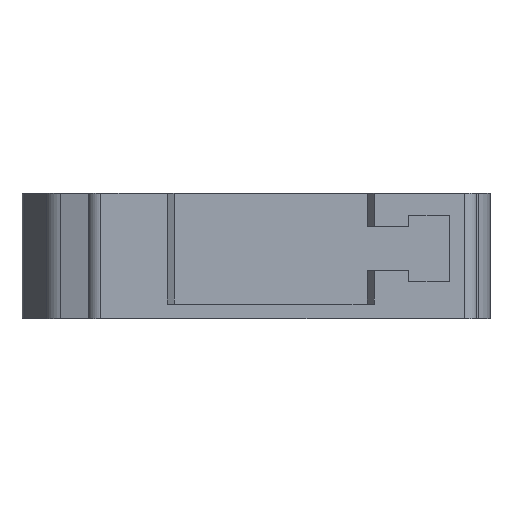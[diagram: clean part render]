
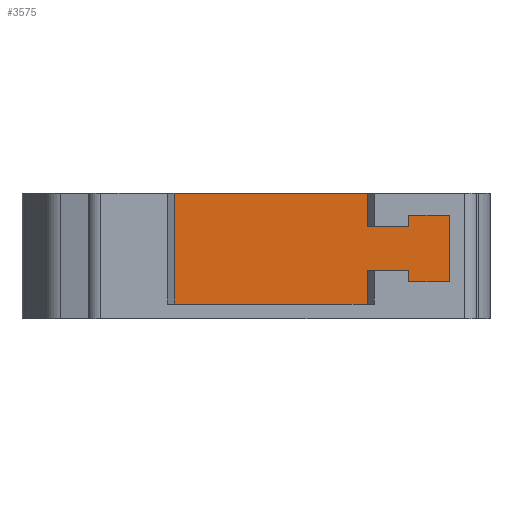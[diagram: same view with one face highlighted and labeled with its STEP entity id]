
A CAD part, left-side view. The second image highlights one B-rep face of the part: STEP entity #3575.
In plain terms, the highlighted planar face has unit normal (-1, 0, 0).
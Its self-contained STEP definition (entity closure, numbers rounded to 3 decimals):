
#43=DIRECTION('',(0.,-1.,0.));
#44=VECTOR('',#43,7.85);
#45=CARTESIAN_POINT('',(-19.1,3.925,0.));
#46=LINE('',#45,#44);
#1178=DIRECTION('',(0.,0.,1.));
#1179=VECTOR('',#1178,4.5);
#1180=CARTESIAN_POINT('',(-19.1,3.925,-4.5));
#1181=LINE('',#1180,#1179);
#1182=DIRECTION('',(0.,1.,0.));
#1183=VECTOR('',#1182,7.85);
#1184=CARTESIAN_POINT('',(-19.1,-3.925,-4.5));
#1185=LINE('',#1184,#1183);
#1202=DIRECTION('',(0.,0.,1.));
#1203=VECTOR('',#1202,1.35);
#1204=CARTESIAN_POINT('',(-19.1,-3.925,-4.5));
#1205=LINE('',#1204,#1203);
#1210=DIRECTION('',(0.,0.,1.));
#1211=VECTOR('',#1210,1.35);
#1212=CARTESIAN_POINT('',(-19.1,-3.925,-1.35));
#1213=LINE('',#1212,#1211);
#1218=DIRECTION('',(0.,-1.,0.));
#1219=VECTOR('',#1218,1.675);
#1220=CARTESIAN_POINT('',(-19.1,-3.925,-3.15));
#1221=LINE('',#1220,#1219);
#1230=DIRECTION('',(0.,0.,-1.));
#1231=VECTOR('',#1230,0.45);
#1232=CARTESIAN_POINT('',(-19.1,-5.6,-3.15));
#1233=LINE('',#1232,#1231);
#1242=DIRECTION('',(0.,-1.,0.));
#1243=VECTOR('',#1242,1.65);
#1244=CARTESIAN_POINT('',(-19.1,-5.6,-3.6));
#1245=LINE('',#1244,#1243);
#1254=DIRECTION('',(0.,0.,1.));
#1255=VECTOR('',#1254,2.7);
#1256=CARTESIAN_POINT('',(-19.1,-7.25,-3.6));
#1257=LINE('',#1256,#1255);
#1266=DIRECTION('',(0.,1.,0.));
#1267=VECTOR('',#1266,1.65);
#1268=CARTESIAN_POINT('',(-19.1,-7.25,-0.9));
#1269=LINE('',#1268,#1267);
#1278=DIRECTION('',(0.,0.,-1.));
#1279=VECTOR('',#1278,0.45);
#1280=CARTESIAN_POINT('',(-19.1,-5.6,-0.9));
#1281=LINE('',#1280,#1279);
#1290=DIRECTION('',(0.,1.,0.));
#1291=VECTOR('',#1290,1.675);
#1292=CARTESIAN_POINT('',(-19.1,-5.6,-1.35));
#1293=LINE('',#1292,#1291);
#1928=CARTESIAN_POINT('',(-19.1,-3.925,-4.5));
#1929=CARTESIAN_POINT('',(-19.1,3.925,-4.5));
#1930=VERTEX_POINT('',#1928);
#1931=VERTEX_POINT('',#1929);
#1932=CARTESIAN_POINT('',(-19.1,-7.25,-3.6));
#1933=CARTESIAN_POINT('',(-19.1,-7.25,-0.9));
#1934=VERTEX_POINT('',#1932);
#1935=VERTEX_POINT('',#1933);
#1936=CARTESIAN_POINT('',(-19.1,-5.6,-0.9));
#1937=VERTEX_POINT('',#1936);
#1938=CARTESIAN_POINT('',(-19.1,-5.6,-1.35));
#1939=VERTEX_POINT('',#1938);
#1940=CARTESIAN_POINT('',(-19.1,-3.925,-1.35));
#1941=VERTEX_POINT('',#1940);
#1942=CARTESIAN_POINT('',(-19.1,-3.925,-3.15));
#1943=CARTESIAN_POINT('',(-19.1,-5.6,-3.15));
#1944=VERTEX_POINT('',#1942);
#1945=VERTEX_POINT('',#1943);
#1946=CARTESIAN_POINT('',(-19.1,-5.6,-3.6));
#1947=VERTEX_POINT('',#1946);
#1972=CARTESIAN_POINT('',(-19.1,3.925,0.));
#1973=CARTESIAN_POINT('',(-19.1,-3.925,0.));
#1974=VERTEX_POINT('',#1972);
#1975=VERTEX_POINT('',#1973);
#3546=CARTESIAN_POINT('',(-19.1,6.3,0.));
#3547=DIRECTION('',(-1.,0.,0.));
#3548=DIRECTION('',(0.,-1.,0.));
#3549=AXIS2_PLACEMENT_3D('',#3546,#3547,#3548);
#3550=PLANE('',#3549);
#3552=ORIENTED_EDGE('',*,*,#3551,.T.);
#3553=ORIENTED_EDGE('',*,*,#3537,.T.);
#3554=ORIENTED_EDGE('',*,*,#2067,.T.);
#3556=ORIENTED_EDGE('',*,*,#3555,.F.);
#3558=ORIENTED_EDGE('',*,*,#3557,.F.);
#3560=ORIENTED_EDGE('',*,*,#3559,.F.);
#3562=ORIENTED_EDGE('',*,*,#3561,.F.);
#3564=ORIENTED_EDGE('',*,*,#3563,.F.);
#3566=ORIENTED_EDGE('',*,*,#3565,.F.);
#3568=ORIENTED_EDGE('',*,*,#3567,.F.);
#3570=ORIENTED_EDGE('',*,*,#3569,.F.);
#3572=ORIENTED_EDGE('',*,*,#3571,.F.);
#3573=EDGE_LOOP('',(#3552,#3553,#3554,#3556,#3558,#3560,#3562,#3564,#3566,#3568,
#3570,#3572));
#3574=FACE_OUTER_BOUND('',#3573,.F.);
#2067=EDGE_CURVE('',#1974,#1975,#46,.T.);
#3537=EDGE_CURVE('',#1931,#1974,#1181,.T.);
#3551=EDGE_CURVE('',#1930,#1931,#1185,.T.);
#3555=EDGE_CURVE('',#1941,#1975,#1213,.T.);
#3557=EDGE_CURVE('',#1939,#1941,#1293,.T.);
#3559=EDGE_CURVE('',#1937,#1939,#1281,.T.);
#3561=EDGE_CURVE('',#1935,#1937,#1269,.T.);
#3563=EDGE_CURVE('',#1934,#1935,#1257,.T.);
#3565=EDGE_CURVE('',#1947,#1934,#1245,.T.);
#3567=EDGE_CURVE('',#1945,#1947,#1233,.T.);
#3569=EDGE_CURVE('',#1944,#1945,#1221,.T.);
#3571=EDGE_CURVE('',#1930,#1944,#1205,.T.);
#3575=ADVANCED_FACE('',(#3574),#3550,.T.);
